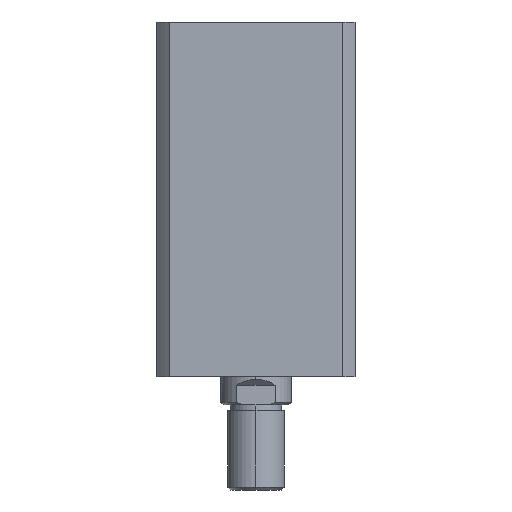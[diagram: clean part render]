
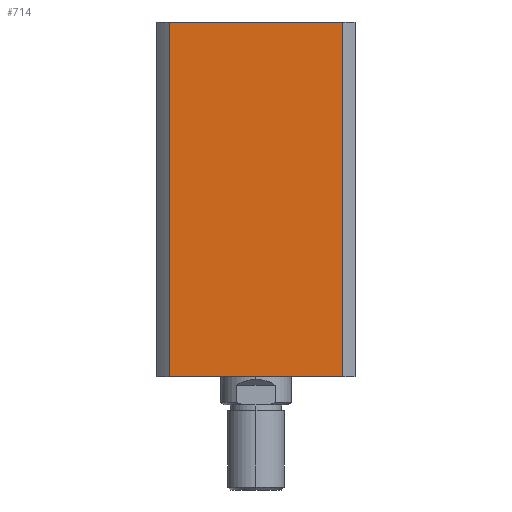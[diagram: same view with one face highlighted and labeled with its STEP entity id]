
A CAD part, left-side view. The second image highlights one B-rep face of the part: STEP entity #714.
In plain terms, the highlighted planar face has unit normal (-1, 0, 0).
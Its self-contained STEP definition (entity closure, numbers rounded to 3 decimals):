
#263 = CARTESIAN_POINT ( 'NONE',  ( -35., 30.615, 125. ) ) ;
#276 = CARTESIAN_POINT ( 'NONE',  ( -35., -30.615, 125. ) ) ;
#281 = CARTESIAN_POINT ( 'NONE',  ( -35., -30.615, 0. ) ) ;
#282 = CARTESIAN_POINT ( 'NONE',  ( -35., 30.615, 0. ) ) ;
#608 = CARTESIAN_POINT ( 'NONE',  ( -35., 30.615, 125. ) ) ;
#614 = DIRECTION ( 'NONE',  ( 0., 0., -1. ) ) ;
#634 = EDGE_LOOP ( 'NONE', ( #1394, #1395, #1396, #1397 ) ) ;
#714 = ADVANCED_FACE ( 'NONE', ( #1759 ), #2059, .F. ) ;
#1394 = ORIENTED_EDGE ( 'NONE', *, *, #3161, .T. ) ;
#1395 = ORIENTED_EDGE ( 'NONE', *, *, #3160, .F. ) ;
#1396 = ORIENTED_EDGE ( 'NONE', *, *, #3159, .F. ) ;
#1397 = ORIENTED_EDGE ( 'NONE', *, *, #3141, .T. ) ;
#1531 = VERTEX_POINT ( 'NONE', #263 ) ;
#1544 = VERTEX_POINT ( 'NONE', #276 ) ;
#1549 = VERTEX_POINT ( 'NONE', #281 ) ;
#1550 = VERTEX_POINT ( 'NONE', #282 ) ;
#1759 = FACE_OUTER_BOUND ( 'NONE', #634, .T. ) ;
#1975 = LINE ( 'NONE', #608, #1980 ) ;
#1980 = VECTOR ( 'NONE', #614, 1000. ) ;
#2040 = DIRECTION ( 'NONE',  ( 0., 0., -1. ) ) ;
#2042 = DIRECTION ( 'NONE',  ( 1., 0., 0. ) ) ;
#2048 = CARTESIAN_POINT ( 'NONE',  ( -35., 0., 125. ) ) ;
#2059 = PLANE ( 'NONE',  #3400 ) ;
#2186 = DIRECTION ( 'NONE',  ( 0., -1., 0. ) ) ;
#2192 = CARTESIAN_POINT ( 'NONE',  ( -35., 0., 125. ) ) ;
#2196 = CARTESIAN_POINT ( 'NONE',  ( -35., -30.615, 125. ) ) ;
#2197 = DIRECTION ( 'NONE',  ( 0., 0., -1. ) ) ;
#2198 = CARTESIAN_POINT ( 'NONE',  ( -35., 0., 0. ) ) ;
#2199 = DIRECTION ( 'NONE',  ( 0., -1., 0. ) ) ;
#2595 = LINE ( 'NONE', #2192, #2604 ) ;
#2603 = LINE ( 'NONE', #2196, #2606 ) ;
#2604 = VECTOR ( 'NONE', #2186, 1000. ) ;
#2605 = LINE ( 'NONE', #2198, #2608 ) ;
#2606 = VECTOR ( 'NONE', #2197, 1000. ) ;
#2608 = VECTOR ( 'NONE', #2199, 1000. ) ;
#3141 = EDGE_CURVE ( 'NONE', #1531, #1550, #1975, .T. ) ;
#3159 = EDGE_CURVE ( 'NONE', #1531, #1544, #2595, .T. ) ;
#3160 = EDGE_CURVE ( 'NONE', #1544, #1549, #2603, .T. ) ;
#3161 = EDGE_CURVE ( 'NONE', #1550, #1549, #2605, .T. ) ;
#3400 = AXIS2_PLACEMENT_3D ( 'NONE', #2048, #2042, #2040 ) ;
